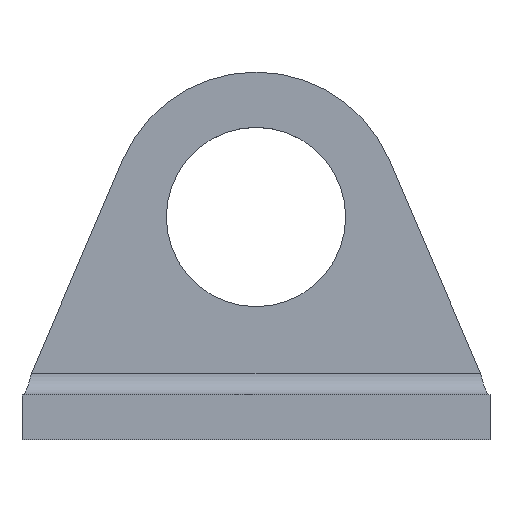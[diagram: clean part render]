
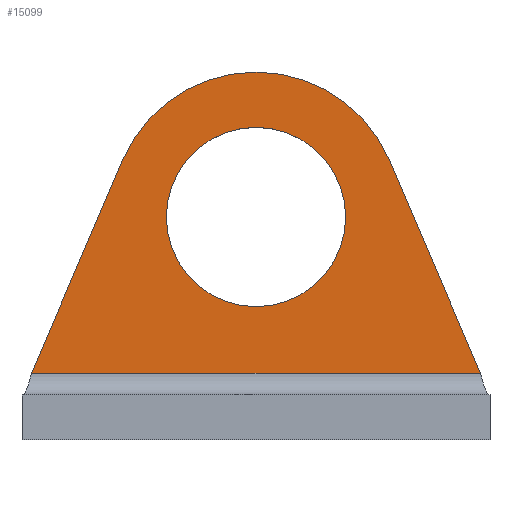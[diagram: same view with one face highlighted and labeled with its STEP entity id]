
A CAD part, top view. The second image highlights one B-rep face of the part: STEP entity #15099.
In plain terms, the highlighted planar face has unit normal (0, 0, 1).
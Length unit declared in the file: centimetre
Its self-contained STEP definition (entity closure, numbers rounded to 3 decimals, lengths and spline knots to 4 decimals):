
#24=CIRCLE($,#15276,0.805);
#26=CIRCLE($,#15288,1.3);
#62=FACE_BOUND($,#1914,.T.);
#236=PLANE($,#15290);
#1057=FACE_OUTER_BOUND($,#1913,.T.);
#1913=EDGE_LOOP($,(#13629,#13630,#13631,#13632));
#1914=EDGE_LOOP($,(#13633));
#2903=LINE($,#32152,#3898);
#2906=LINE($,#32158,#3901);
#2909=LINE($,#32168,#3904);
#3898=VECTOR($,#16643,4.0286);
#3901=VECTOR($,#16648,2.0802);
#3904=VECTOR($,#16661,2.0802);
#6690=VERTEX_POINT($,#32028);
#6696=VERTEX_POINT($,#32087);
#6697=VERTEX_POINT($,#32128);
#6700=VERTEX_POINT($,#32156);
#6702=VERTEX_POINT($,#32164);
#8975=EDGE_CURVE($,#6690,#6690,#24,.T.);
#8991=EDGE_CURVE($,#6697,#6696,#2903,.T.);
#8994=EDGE_CURVE($,#6700,#6696,#2906,.T.);
#8997=EDGE_CURVE($,#6702,#6700,#26,.T.);
#8999=EDGE_CURVE($,#6697,#6702,#2909,.T.);
#13629=ORIENTED_EDGE($,*,*,#8991,.T.);
#13630=ORIENTED_EDGE($,*,*,#8994,.F.);
#13631=ORIENTED_EDGE($,*,*,#8997,.F.);
#13632=ORIENTED_EDGE($,*,*,#8999,.F.);
#13633=ORIENTED_EDGE($,*,*,#8975,.T.);
#15099=ADVANCED_FACE($,(#1057,#62),#236,.T.);
#15276=AXIS2_PLACEMENT_3D($,#32029,#16616,#16617);
#15288=AXIS2_PLACEMENT_3D($,#32165,#16656,#16657);
#15290=AXIS2_PLACEMENT_3D($,#32169,#16662,#16663);
#16616=DIRECTION('center_axis',(0.,0.,-1.));
#16617=DIRECTION('ref_axis',(-1.,0.,0.));
#16643=DIRECTION($,(1.,0.,0.));
#16648=DIRECTION($,(0.394,-0.919,0.));
#16656=DIRECTION('center_axis',(0.,0.,-1.));
#16657=DIRECTION('ref_axis',(-0.919,-0.394,0.));
#16661=DIRECTION($,(0.394,0.919,0.));
#16662=DIRECTION('center_axis',(0.,0.,1.));
#16663=DIRECTION('ref_axis',(1.,0.,0.));
#32028=CARTESIAN_POINT('',(0.805,0.,0.4));
#32029=CARTESIAN_POINT('Origin',(0.,0.,0.4));
#32087=CARTESIAN_POINT('',(2.0143,-1.4,0.4));
#32128=CARTESIAN_POINT('',(-2.0143,-1.4,0.4));
#32152=CARTESIAN_POINT($,(-2.0143,-1.4,0.4));
#32156=CARTESIAN_POINT('',(1.1949,0.5121,0.4));
#32158=CARTESIAN_POINT($,(1.1949,0.5121,0.4));
#32164=CARTESIAN_POINT('',(-1.1949,0.5121,0.4));
#32165=CARTESIAN_POINT('Origin',(0.,0.,0.4));
#32168=CARTESIAN_POINT($,(-2.0143,-1.4,0.4));
#32169=CARTESIAN_POINT('Origin',(0.,-0.7434,0.4));
